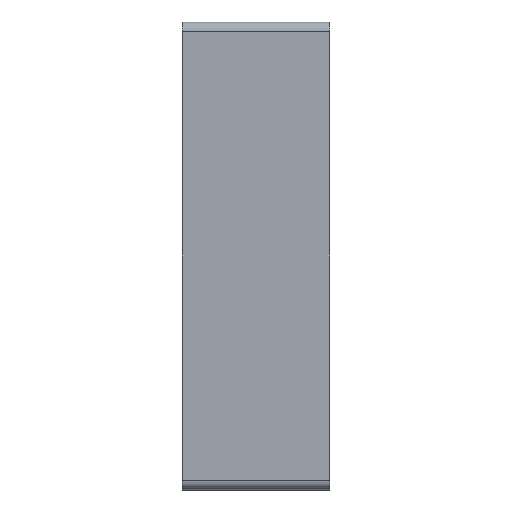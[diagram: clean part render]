
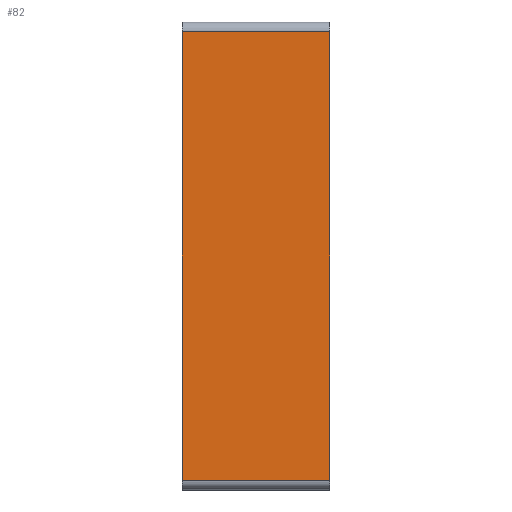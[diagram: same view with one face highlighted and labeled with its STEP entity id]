
A CAD part, left-side view. The second image highlights one B-rep face of the part: STEP entity #82.
In plain terms, the highlighted planar face has unit normal (-1, 0, 0).
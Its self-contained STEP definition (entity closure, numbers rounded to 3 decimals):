
#21 = CARTESIAN_POINT ( 'NONE',  ( -64.5, 0., 0. ) ) ;
#82 = ADVANCED_FACE ( 'NONE', ( #2144 ), #1646, .T. ) ;
#121 = VERTEX_POINT ( 'NONE', #625 ) ;
#258 = ORIENTED_EDGE ( 'NONE', *, *, #2517, .T. ) ;
#302 = CARTESIAN_POINT ( 'NONE',  ( -64.5, 0., -47.5 ) ) ;
#389 = EDGE_CURVE ( 'NONE', #2165, #1467, #1713, .T. ) ;
#432 = AXIS2_PLACEMENT_3D ( 'NONE', #21, #1453, #1846 ) ;
#566 = CARTESIAN_POINT ( 'NONE',  ( -64.5, 30., -45.5 ) ) ;
#625 = CARTESIAN_POINT ( 'NONE',  ( -64.5, 0., 45.5 ) ) ;
#653 = EDGE_CURVE ( 'NONE', #1467, #121, #1650, .T. ) ;
#670 = CARTESIAN_POINT ( 'NONE',  ( -64.5, 30., 45.5 ) ) ;
#693 = VECTOR ( 'NONE', #1565, 1000. ) ;
#778 = ORIENTED_EDGE ( 'NONE', *, *, #653, .T. ) ;
#1004 = EDGE_CURVE ( 'NONE', #121, #1213, #1500, .T. ) ;
#1085 = DIRECTION ( 'NONE',  ( 0., 0., 1. ) ) ;
#1213 = VERTEX_POINT ( 'NONE', #1574 ) ;
#1237 = VECTOR ( 'NONE', #2263, 1000. ) ;
#1430 = CARTESIAN_POINT ( 'NONE',  ( -64.5, 0., -45.5 ) ) ;
#1453 = DIRECTION ( 'NONE',  ( -1., 0., 0. ) ) ;
#1467 = VERTEX_POINT ( 'NONE', #1430 ) ;
#1472 = ORIENTED_EDGE ( 'NONE', *, *, #389, .T. ) ;
#1500 = LINE ( 'NONE', #670, #1237 ) ;
#1530 = CARTESIAN_POINT ( 'NONE',  ( -64.5, 30., 47.5 ) ) ;
#1550 = VECTOR ( 'NONE', #2341, 1000. ) ;
#1565 = DIRECTION ( 'NONE',  ( 0., -1., 0. ) ) ;
#1574 = CARTESIAN_POINT ( 'NONE',  ( -64.5, 30., 45.5 ) ) ;
#1646 = PLANE ( 'NONE',  #432 ) ;
#1650 = LINE ( 'NONE', #302, #2314 ) ;
#1713 = LINE ( 'NONE', #1954, #693 ) ;
#1817 = ORIENTED_EDGE ( 'NONE', *, *, #1004, .T. ) ;
#1846 = DIRECTION ( 'NONE',  ( 0., 0., 1. ) ) ;
#1925 = EDGE_LOOP ( 'NONE', ( #778, #1817, #258, #1472 ) ) ;
#1954 = CARTESIAN_POINT ( 'NONE',  ( -64.5, 0., -45.5 ) ) ;
#2144 = FACE_OUTER_BOUND ( 'NONE', #1925, .T. ) ;
#2165 = VERTEX_POINT ( 'NONE', #566 ) ;
#2263 = DIRECTION ( 'NONE',  ( 0., 1., 0. ) ) ;
#2314 = VECTOR ( 'NONE', #1085, 1000. ) ;
#2341 = DIRECTION ( 'NONE',  ( 0., 0., -1. ) ) ;
#2462 = LINE ( 'NONE', #1530, #1550 ) ;
#2517 = EDGE_CURVE ( 'NONE', #1213, #2165, #2462, .T. ) ;
